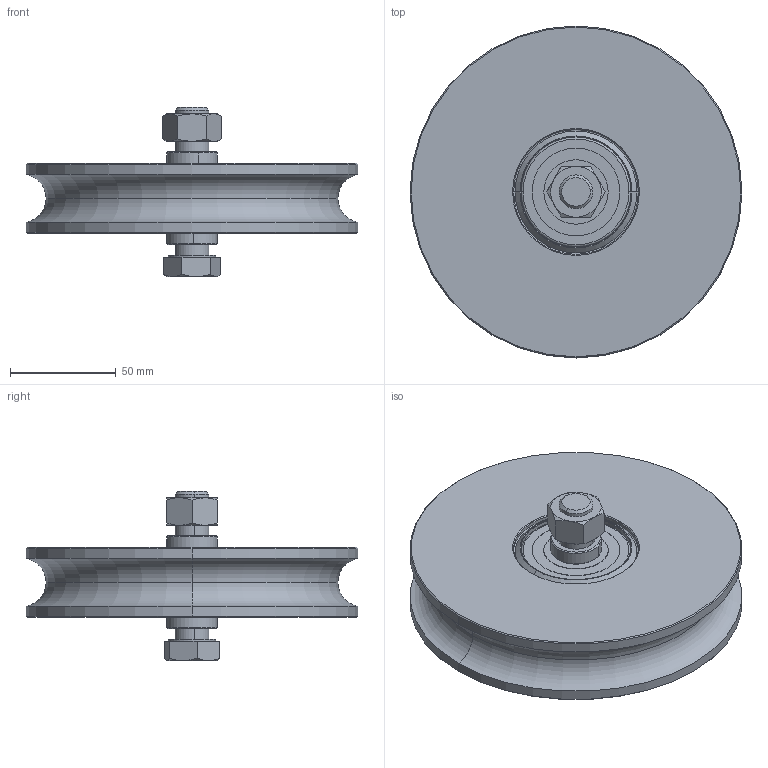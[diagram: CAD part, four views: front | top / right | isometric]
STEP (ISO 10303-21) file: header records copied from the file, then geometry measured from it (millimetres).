
FILE_DESCRIPTION (( 'STEP AP214' ), '1' );
FILE_NAME ('0026901.step', '2021-05-14T11:57:48', ( 'Windows-Benutzer' ), ( '' ), 'SwSTEP 2.0', 'SolidWorks 2020', '' );
FILE_SCHEMA (( 'AUTOMOTIVE_DESIGN' ));
Length unit declared in the file: millimetre
Products named in the file (1): 0026901
Bounding box: 157 x 157 x 80 mm (x, y, z)
Volume: 566723.3 mm3; surface area: 102681.2 mm2
Topology: 15 solids, 15 shells, 247 faces, 552 edges, 337 vertices
Faces by surface type: cylinder 78, cone 71, torus 54, plane 44
Entity records: 9850 total; most frequent: DIRECTION 1383, CARTESIAN_POINT 1193, ORIENTED_EDGE 1104, AXIS2_PLACEMENT_3D 611, EDGE_CURVE 552, CIRCLE 363, VERTEX_POINT 337, EDGE_LOOP 277
